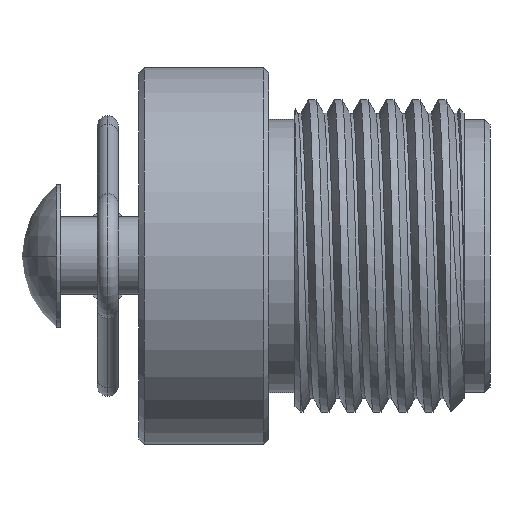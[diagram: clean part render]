
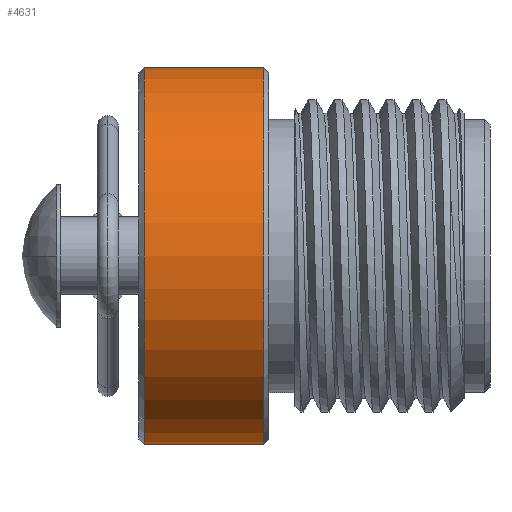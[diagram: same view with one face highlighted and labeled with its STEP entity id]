
A CAD part, front view. The second image highlights one B-rep face of the part: STEP entity #4631.
In plain terms, the highlighted cylindrical face has radius 7.25 mm (diameter 14.5 mm), a partial arc.
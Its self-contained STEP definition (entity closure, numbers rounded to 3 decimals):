
#22 = DIRECTION ( 'NONE',  ( 1., 0., 0. ) ) ;
#345 = VECTOR ( 'NONE', #589, 1000. ) ;
#393 = DIRECTION ( 'NONE',  ( -1., 0., 0. ) ) ;
#398 = EDGE_CURVE ( 'NONE', #2432, #1782, #3480, .T. ) ;
#550 = EDGE_LOOP ( 'NONE', ( #705, #2935, #4303, #3764 ) ) ;
#589 = DIRECTION ( 'NONE',  ( -1., 0., 0. ) ) ;
#630 = CIRCLE ( 'NONE', #1555, 7.25 ) ;
#705 = ORIENTED_EDGE ( 'NONE', *, *, #3183, .F. ) ;
#785 = EDGE_CURVE ( 'NONE', #1636, #2721, #630, .T. ) ;
#831 = EDGE_CURVE ( 'NONE', #2721, #2432, #2034, .T. ) ;
#963 = CARTESIAN_POINT ( 'NONE',  ( 4.8, 0., 0. ) ) ;
#1047 = AXIS2_PLACEMENT_3D ( 'NONE', #1829, #393, #3649 ) ;
#1555 = AXIS2_PLACEMENT_3D ( 'NONE', #963, #3813, #2403 ) ;
#1636 = VERTEX_POINT ( 'NONE', #4008 ) ;
#1782 = VERTEX_POINT ( 'NONE', #2881 ) ;
#1829 = CARTESIAN_POINT ( 'NONE',  ( 0., 0., 0. ) ) ;
#1868 = CARTESIAN_POINT ( 'NONE',  ( 0.2, 0., 7.25 ) ) ;
#1874 = FACE_OUTER_BOUND ( 'NONE', #550, .T. ) ;
#2034 = LINE ( 'NONE', #2062, #345 ) ;
#2062 = CARTESIAN_POINT ( 'NONE',  ( 0., 0., 7.25 ) ) ;
#2322 = LINE ( 'NONE', #4416, #3167 ) ;
#2403 = DIRECTION ( 'NONE',  ( 0., 0., 1. ) ) ;
#2432 = VERTEX_POINT ( 'NONE', #1868 ) ;
#2721 = VERTEX_POINT ( 'NONE', #4489 ) ;
#2881 = CARTESIAN_POINT ( 'NONE',  ( 0.2, 0., -7.25 ) ) ;
#2935 = ORIENTED_EDGE ( 'NONE', *, *, #785, .T. ) ;
#3106 = CYLINDRICAL_SURFACE ( 'NONE', #1047, 7.25 ) ;
#3167 = VECTOR ( 'NONE', #3705, 1000. ) ;
#3183 = EDGE_CURVE ( 'NONE', #1636, #1782, #2322, .T. ) ;
#3197 = CARTESIAN_POINT ( 'NONE',  ( 0.2, 0., 0. ) ) ;
#3210 = DIRECTION ( 'NONE',  ( 0., 0., -1. ) ) ;
#3480 = CIRCLE ( 'NONE', #4237, 7.25 ) ;
#3649 = DIRECTION ( 'NONE',  ( 0., 0., 1. ) ) ;
#3705 = DIRECTION ( 'NONE',  ( -1., 0., 0. ) ) ;
#3764 = ORIENTED_EDGE ( 'NONE', *, *, #398, .T. ) ;
#3813 = DIRECTION ( 'NONE',  ( -1., 0., 0. ) ) ;
#4008 = CARTESIAN_POINT ( 'NONE',  ( 4.8, 0., -7.25 ) ) ;
#4237 = AXIS2_PLACEMENT_3D ( 'NONE', #3197, #22, #3210 ) ;
#4303 = ORIENTED_EDGE ( 'NONE', *, *, #831, .T. ) ;
#4416 = CARTESIAN_POINT ( 'NONE',  ( 0., 0., -7.25 ) ) ;
#4489 = CARTESIAN_POINT ( 'NONE',  ( 4.8, 0., 7.25 ) ) ;
#4631 = ADVANCED_FACE ( 'NONE', ( #1874 ), #3106, .T. ) ;
